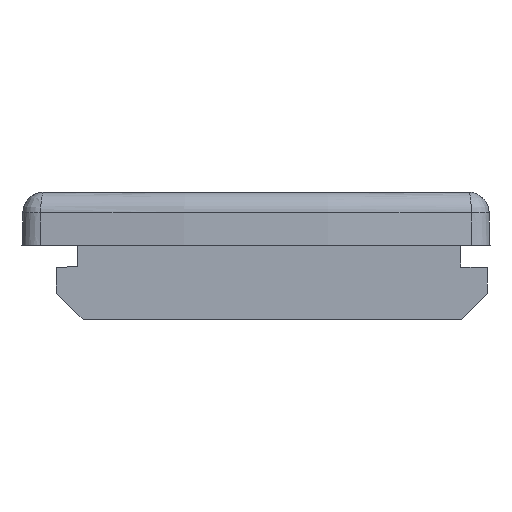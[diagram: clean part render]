
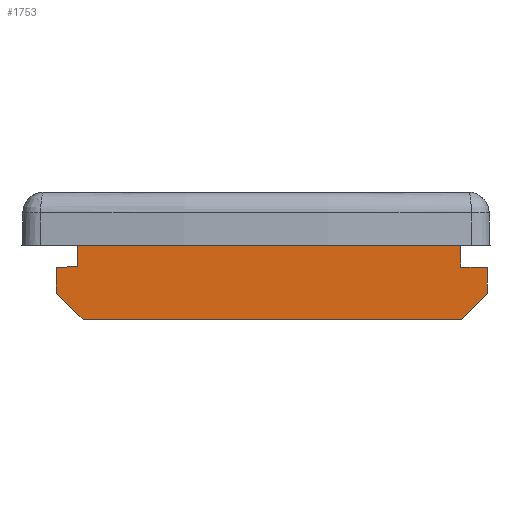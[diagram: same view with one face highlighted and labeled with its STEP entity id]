
A CAD part, front view. The second image highlights one B-rep face of the part: STEP entity #1753.
In plain terms, the highlighted planar face has unit normal (0, -1, 0).
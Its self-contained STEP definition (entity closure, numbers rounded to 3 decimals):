
#1685=AXIS2_PLACEMENT_3D('Plane Axis2P3D',#1682,#1683,#1684) ;
#50=CARTESIAN_POINT('Vertex',(41.341,14.987,0.)) ;
#53=CARTESIAN_POINT('Line Origine',(23.539,14.987,0.)) ;
#57=CARTESIAN_POINT('Vertex',(5.737,14.987,0.)) ;
#1663=CARTESIAN_POINT('Line Origine',(42.547,14.987,1.25)) ;
#1667=CARTESIAN_POINT('Vertex',(43.754,14.987,2.5)) ;
#1682=CARTESIAN_POINT('Axis2P3D Location',(43.974,14.987,7.)) ;
#1687=CARTESIAN_POINT('Line Origine',(43.733,14.987,3.706)) ;
#1691=CARTESIAN_POINT('Vertex',(43.712,14.987,4.913)) ;
#1694=CARTESIAN_POINT('Line Origine',(42.475,14.987,4.935)) ;
#1698=CARTESIAN_POINT('Vertex',(41.237,14.987,4.956)) ;
#1701=CARTESIAN_POINT('Line Origine',(41.237,14.987,5.978)) ;
#1705=CARTESIAN_POINT('Vertex',(41.237,14.987,7.)) ;
#1708=CARTESIAN_POINT('Line Origine',(23.237,14.987,7.)) ;
#1712=CARTESIAN_POINT('Vertex',(5.237,14.987,7.)) ;
#1715=CARTESIAN_POINT('Line Origine',(5.237,14.987,6.)) ;
#1719=CARTESIAN_POINT('Vertex',(5.237,14.987,5.)) ;
#1722=CARTESIAN_POINT('Line Origine',(4.237,14.987,4.965)) ;
#1726=CARTESIAN_POINT('Vertex',(3.237,14.987,4.93)) ;
#1729=CARTESIAN_POINT('Line Origine',(3.237,14.987,3.715)) ;
#1733=CARTESIAN_POINT('Vertex',(3.237,14.987,2.5)) ;
#1736=CARTESIAN_POINT('Line Origine',(4.487,14.987,1.25)) ;
#54=DIRECTION('Vector Direction',(-1.,0.,0.)) ;
#1664=DIRECTION('Vector Direction',(0.695,0.,0.719)) ;
#1683=DIRECTION('Axis2P3D Direction',(0.,-1.,0.)) ;
#1684=DIRECTION('Axis2P3D XDirection',(1.,0.,0.)) ;
#1688=DIRECTION('Vector Direction',(0.017,0.,-1.)) ;
#1695=DIRECTION('Vector Direction',(-1.,0.,0.017)) ;
#1702=DIRECTION('Vector Direction',(0.,0.,-1.)) ;
#1709=DIRECTION('Vector Direction',(-1.,0.,0.)) ;
#1716=DIRECTION('Vector Direction',(0.,0.,-1.)) ;
#1723=DIRECTION('Vector Direction',(0.999,0.,0.035)) ;
#1730=DIRECTION('Vector Direction',(0.,0.,1.)) ;
#1737=DIRECTION('Vector Direction',(0.707,0.,-0.707)) ;
#55=VECTOR('Line Direction',#54,1.) ;
#1665=VECTOR('Line Direction',#1664,1.) ;
#1689=VECTOR('Line Direction',#1688,1.) ;
#1696=VECTOR('Line Direction',#1695,1.) ;
#1703=VECTOR('Line Direction',#1702,1.) ;
#1710=VECTOR('Line Direction',#1709,1.) ;
#1717=VECTOR('Line Direction',#1716,1.) ;
#1724=VECTOR('Line Direction',#1723,1.) ;
#1731=VECTOR('Line Direction',#1730,1.) ;
#1738=VECTOR('Line Direction',#1737,1.) ;
#1742=ORIENTED_EDGE('',*,*,#59,.F.) ;
#1743=ORIENTED_EDGE('',*,*,#1669,.T.) ;
#1744=ORIENTED_EDGE('',*,*,#1693,.F.) ;
#1745=ORIENTED_EDGE('',*,*,#1700,.T.) ;
#1746=ORIENTED_EDGE('',*,*,#1707,.F.) ;
#1747=ORIENTED_EDGE('',*,*,#1714,.T.) ;
#1748=ORIENTED_EDGE('',*,*,#1721,.T.) ;
#1749=ORIENTED_EDGE('',*,*,#1728,.F.) ;
#1750=ORIENTED_EDGE('',*,*,#1735,.F.) ;
#1751=ORIENTED_EDGE('',*,*,#1740,.T.) ;
#1753=ADVANCED_FACE('CABTITE EP A 24/18 GY',(#1752),#1686,.T.) ;
#59=EDGE_CURVE('',#51,#58,#56,.T.) ;
#1669=EDGE_CURVE('',#51,#1668,#1666,.T.) ;
#1693=EDGE_CURVE('',#1692,#1668,#1690,.T.) ;
#1700=EDGE_CURVE('',#1692,#1699,#1697,.T.) ;
#1707=EDGE_CURVE('',#1706,#1699,#1704,.T.) ;
#1714=EDGE_CURVE('',#1706,#1713,#1711,.T.) ;
#1721=EDGE_CURVE('',#1713,#1720,#1718,.T.) ;
#1728=EDGE_CURVE('',#1727,#1720,#1725,.T.) ;
#1735=EDGE_CURVE('',#1734,#1727,#1732,.T.) ;
#1740=EDGE_CURVE('',#1734,#58,#1739,.T.) ;
#1741=EDGE_LOOP('',(#1742,#1743,#1744,#1745,#1746,#1747,#1748,#1749,#1750,#1751)) ;
#1752=FACE_OUTER_BOUND('',#1741,.T.) ;
#56=LINE('Line',#53,#55) ;
#1666=LINE('Line',#1663,#1665) ;
#1690=LINE('Line',#1687,#1689) ;
#1697=LINE('Line',#1694,#1696) ;
#1704=LINE('Line',#1701,#1703) ;
#1711=LINE('Line',#1708,#1710) ;
#1718=LINE('Line',#1715,#1717) ;
#1725=LINE('Line',#1722,#1724) ;
#1732=LINE('Line',#1729,#1731) ;
#1739=LINE('Line',#1736,#1738) ;
#1686=PLANE('',#1685) ;
#51=VERTEX_POINT('',#50) ;
#58=VERTEX_POINT('',#57) ;
#1668=VERTEX_POINT('',#1667) ;
#1692=VERTEX_POINT('',#1691) ;
#1699=VERTEX_POINT('',#1698) ;
#1706=VERTEX_POINT('',#1705) ;
#1713=VERTEX_POINT('',#1712) ;
#1720=VERTEX_POINT('',#1719) ;
#1727=VERTEX_POINT('',#1726) ;
#1734=VERTEX_POINT('',#1733) ;
